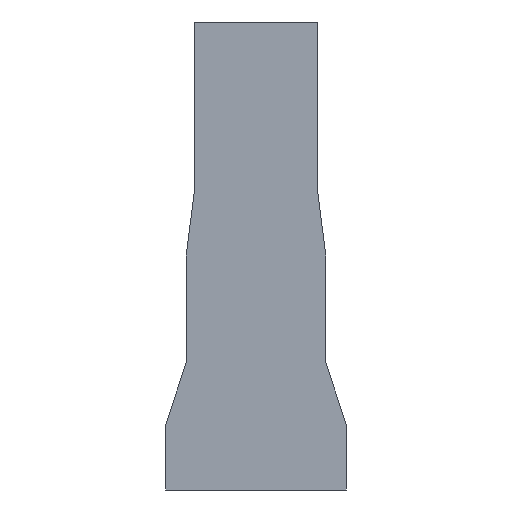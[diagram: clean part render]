
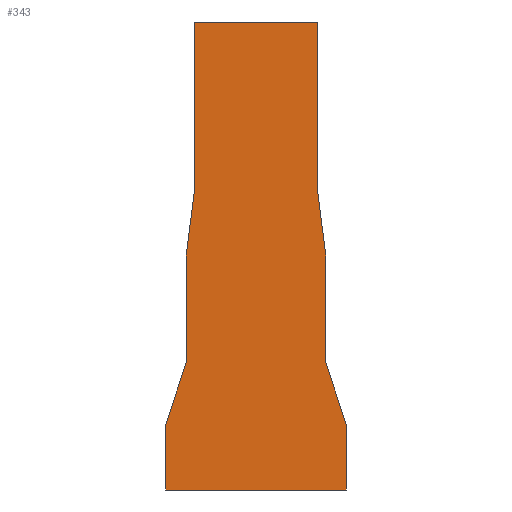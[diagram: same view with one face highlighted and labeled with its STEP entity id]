
A CAD part, front view. The second image highlights one B-rep face of the part: STEP entity #343.
In plain terms, the highlighted planar face has unit normal (0, -1, 0).
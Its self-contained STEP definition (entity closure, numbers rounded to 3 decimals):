
#13 = ORIENTED_EDGE ( 'NONE', *, *, #14, .F. ) ;
#14 = EDGE_CURVE ( 'NONE', #98, #129, #544, .T. ) ;
#15 = ORIENTED_EDGE ( 'NONE', *, *, #131, .F. ) ;
#31 = VERTEX_POINT ( 'NONE', #479 ) ;
#98 = VERTEX_POINT ( 'NONE', #647 ) ;
#104 = EDGE_CURVE ( 'NONE', #227, #225, #646, .T. ) ;
#105 = ORIENTED_EDGE ( 'NONE', *, *, #106, .F. ) ;
#106 = EDGE_CURVE ( 'NONE', #107, #227, #642, .T. ) ;
#107 = VERTEX_POINT ( 'NONE', #638 ) ;
#108 = ORIENTED_EDGE ( 'NONE', *, *, #109, .F. ) ;
#109 = EDGE_CURVE ( 'NONE', #110, #107, #637, .T. ) ;
#110 = VERTEX_POINT ( 'NONE', #633 ) ;
#111 = ORIENTED_EDGE ( 'NONE', *, *, #112, .F. ) ;
#112 = EDGE_CURVE ( 'NONE', #113, #110, #632, .T. ) ;
#113 = VERTEX_POINT ( 'NONE', #628 ) ;
#114 = ORIENTED_EDGE ( 'NONE', *, *, #115, .T. ) ;
#115 = EDGE_CURVE ( 'NONE', #113, #338, #626, .T. ) ;
#129 = VERTEX_POINT ( 'NONE', #582 ) ;
#131 = EDGE_CURVE ( 'NONE', #129, #31, #581, .T. ) ;
#219 = VERTEX_POINT ( 'NONE', #822 ) ;
#220 = ORIENTED_EDGE ( 'NONE', *, *, #221, .T. ) ;
#221 = EDGE_CURVE ( 'NONE', #219, #222, #821, .T. ) ;
#222 = VERTEX_POINT ( 'NONE', #817 ) ;
#223 = ORIENTED_EDGE ( 'NONE', *, *, #224, .T. ) ;
#224 = EDGE_CURVE ( 'NONE', #222, #225, #816, .T. ) ;
#225 = VERTEX_POINT ( 'NONE', #812 ) ;
#226 = ORIENTED_EDGE ( 'NONE', *, *, #104, .F. ) ;
#227 = VERTEX_POINT ( 'NONE', #811 ) ;
#335 = VERTEX_POINT ( 'NONE', #1048 ) ;
#337 = EDGE_CURVE ( 'NONE', #338, #335, #1047, .T. ) ;
#338 = VERTEX_POINT ( 'NONE', #1043 ) ;
#343 = ADVANCED_FACE ( 'NONE', ( #1038 ), #1037, .F. ) ;
#344 = EDGE_LOOP ( 'NONE', ( #345, #15, #13, #356, #220, #223, #226, #105, #108, #111, #114, #365 ) ) ;
#345 = ORIENTED_EDGE ( 'NONE', *, *, #346, .T. ) ;
#346 = EDGE_CURVE ( 'NONE', #335, #31, #1032, .T. ) ;
#356 = ORIENTED_EDGE ( 'NONE', *, *, #357, .T. ) ;
#357 = EDGE_CURVE ( 'NONE', #98, #219, #1075, .T. ) ;
#365 = ORIENTED_EDGE ( 'NONE', *, *, #337, .T. ) ;
#479 = CARTESIAN_POINT ( 'NONE',  ( 1.1, 0., 0. ) ) ;
#541 = DIRECTION ( 'NONE',  ( 0.316, 0., -0.949 ) ) ;
#542 = VECTOR ( 'NONE', #541, 1000. ) ;
#543 = CARTESIAN_POINT ( 'NONE',  ( 0.85, 0., 1.55 ) ) ;
#544 = LINE ( 'NONE', #543, #542 ) ;
#578 = DIRECTION ( 'NONE',  ( 0., 0., -1. ) ) ;
#579 = VECTOR ( 'NONE', #578, 1000. ) ;
#580 = CARTESIAN_POINT ( 'NONE',  ( 1.1, 0., 0.8 ) ) ;
#581 = LINE ( 'NONE', #580, #579 ) ;
#582 = CARTESIAN_POINT ( 'NONE',  ( 1.1, 0., 0.8 ) ) ;
#623 = DIRECTION ( 'NONE',  ( -0.316, 0., -0.949 ) ) ;
#624 = VECTOR ( 'NONE', #623, 1000. ) ;
#625 = CARTESIAN_POINT ( 'NONE',  ( -0.85, 0., 1.55 ) ) ;
#626 = LINE ( 'NONE', #625, #624 ) ;
#628 = CARTESIAN_POINT ( 'NONE',  ( -0.85, 0., 1.55 ) ) ;
#629 = DIRECTION ( 'NONE',  ( 0., 0., 1. ) ) ;
#630 = VECTOR ( 'NONE', #629, 1000. ) ;
#631 = CARTESIAN_POINT ( 'NONE',  ( -0.85, 0., 1.55 ) ) ;
#632 = LINE ( 'NONE', #631, #630 ) ;
#633 = CARTESIAN_POINT ( 'NONE',  ( -0.85, 0., 2.85 ) ) ;
#634 = DIRECTION ( 'NONE',  ( 0.124, 0., 0.992 ) ) ;
#635 = VECTOR ( 'NONE', #634, 1000. ) ;
#636 = CARTESIAN_POINT ( 'NONE',  ( -0.85, 0., 2.85 ) ) ;
#637 = LINE ( 'NONE', #636, #635 ) ;
#638 = CARTESIAN_POINT ( 'NONE',  ( -0.75, 0., 3.65 ) ) ;
#639 = DIRECTION ( 'NONE',  ( 0., 0., 1. ) ) ;
#640 = VECTOR ( 'NONE', #639, 1000. ) ;
#641 = CARTESIAN_POINT ( 'NONE',  ( -0.75, 0., 3.65 ) ) ;
#642 = LINE ( 'NONE', #641, #640 ) ;
#643 = DIRECTION ( 'NONE',  ( 1., 0., 0. ) ) ;
#644 = VECTOR ( 'NONE', #643, 1000. ) ;
#645 = CARTESIAN_POINT ( 'NONE',  ( -0.75, 0., 5.7 ) ) ;
#646 = LINE ( 'NONE', #645, #644 ) ;
#647 = CARTESIAN_POINT ( 'NONE',  ( 0.85, 0., 1.55 ) ) ;
#811 = CARTESIAN_POINT ( 'NONE',  ( -0.75, 0., 5.7 ) ) ;
#812 = CARTESIAN_POINT ( 'NONE',  ( 0.75, 0., 5.7 ) ) ;
#813 = DIRECTION ( 'NONE',  ( 0., 0., 1. ) ) ;
#814 = VECTOR ( 'NONE', #813, 1000. ) ;
#815 = CARTESIAN_POINT ( 'NONE',  ( 0.75, 0., 3.65 ) ) ;
#816 = LINE ( 'NONE', #815, #814 ) ;
#817 = CARTESIAN_POINT ( 'NONE',  ( 0.75, 0., 3.65 ) ) ;
#818 = DIRECTION ( 'NONE',  ( -0.124, 0., 0.992 ) ) ;
#819 = VECTOR ( 'NONE', #818, 1000. ) ;
#820 = CARTESIAN_POINT ( 'NONE',  ( 0.85, 0., 2.85 ) ) ;
#821 = LINE ( 'NONE', #820, #819 ) ;
#822 = CARTESIAN_POINT ( 'NONE',  ( 0.85, 0., 2.85 ) ) ;
#1029 = DIRECTION ( 'NONE',  ( 1., 0., 0. ) ) ;
#1030 = VECTOR ( 'NONE', #1029, 1000. ) ;
#1031 = CARTESIAN_POINT ( 'NONE',  ( -1.1, 0., 0. ) ) ;
#1032 = LINE ( 'NONE', #1031, #1030 ) ;
#1033 = DIRECTION ( 'NONE',  ( -1., 0., 0. ) ) ;
#1034 = DIRECTION ( 'NONE',  ( 0., 1., 0. ) ) ;
#1035 = CARTESIAN_POINT ( 'NONE',  ( -1.1, 0., 0.8 ) ) ;
#1036 = AXIS2_PLACEMENT_3D ( 'NONE', #1035, #1034, #1033 ) ;
#1037 = PLANE ( 'NONE',  #1036 ) ;
#1038 = FACE_OUTER_BOUND ( 'NONE', #344, .T. ) ;
#1043 = CARTESIAN_POINT ( 'NONE',  ( -1.1, 0., 0.8 ) ) ;
#1044 = DIRECTION ( 'NONE',  ( 0., 0., -1. ) ) ;
#1045 = VECTOR ( 'NONE', #1044, 1000. ) ;
#1046 = CARTESIAN_POINT ( 'NONE',  ( -1.1, 0., 0.8 ) ) ;
#1047 = LINE ( 'NONE', #1046, #1045 ) ;
#1048 = CARTESIAN_POINT ( 'NONE',  ( -1.1, 0., 0. ) ) ;
#1072 = DIRECTION ( 'NONE',  ( 0., 0., 1. ) ) ;
#1073 = VECTOR ( 'NONE', #1072, 1000. ) ;
#1074 = CARTESIAN_POINT ( 'NONE',  ( 0.85, 0., 1.55 ) ) ;
#1075 = LINE ( 'NONE', #1074, #1073 ) ;
